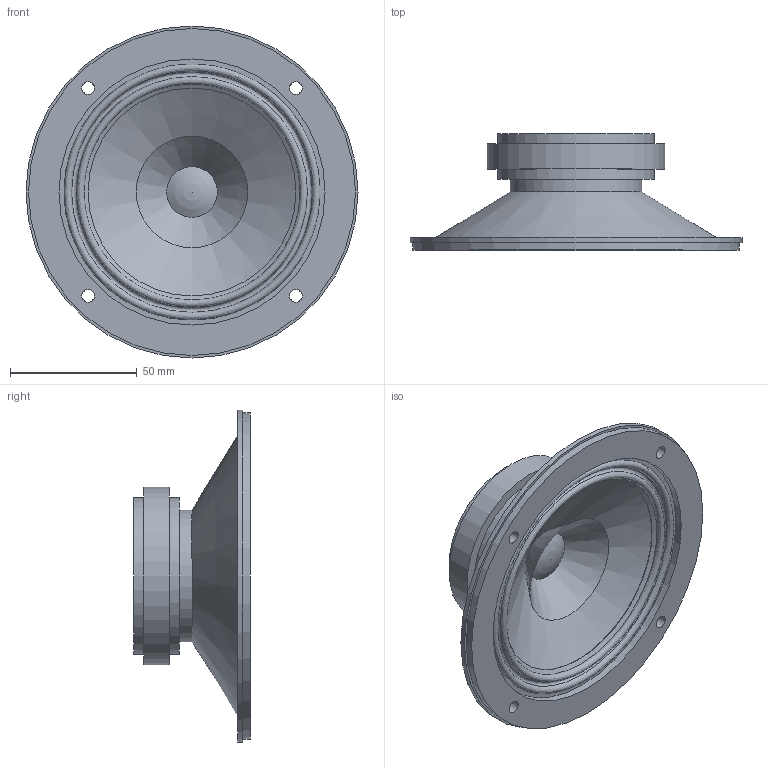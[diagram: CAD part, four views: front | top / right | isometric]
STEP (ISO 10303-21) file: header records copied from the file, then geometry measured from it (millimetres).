
FILE_DESCRIPTION(('FreeCAD Model'),'2;1');
FILE_NAME('Visaton_BG_13.step','2020-04-04T00:45:32',('Author'),(''), 'Open CASCADE STEP processor 6.8','FreeCAD','Unknown');
FILE_SCHEMA(('AUTOMOTIVE_DESIGN_CC2 { 1 2 10303 214 -1 1 5 4 }'));
Length unit declared in the file: millimetre
Products named in the file (1): Visaton_BG_13
Bounding box: 131 x 46 x 131 mm (x, y, z)
Volume: 158135.2 mm3; surface area: 45726.6 mm2
Topology: 1 solids, 1 shells, 33 faces, 70 edges, 41 vertices
Faces by surface type: plane 12, cylinder 11, cone 6, revolution 3, sphere 1
Full cylindrical faces by diameter (mm): 5 x4, 52 x1, 62 x2, 70 x1, 105 x1, 129 x1, 131 x1
Entity records: 1910 total; most frequent: CARTESIAN_POINT 423, DIRECTION 307, ORIENTED_EDGE 138, PCURVE 138, DEFINITIONAL_REPRESENTATION 138, LINE 116, VECTOR 116, AXIS2_PLACEMENT_3D 86
